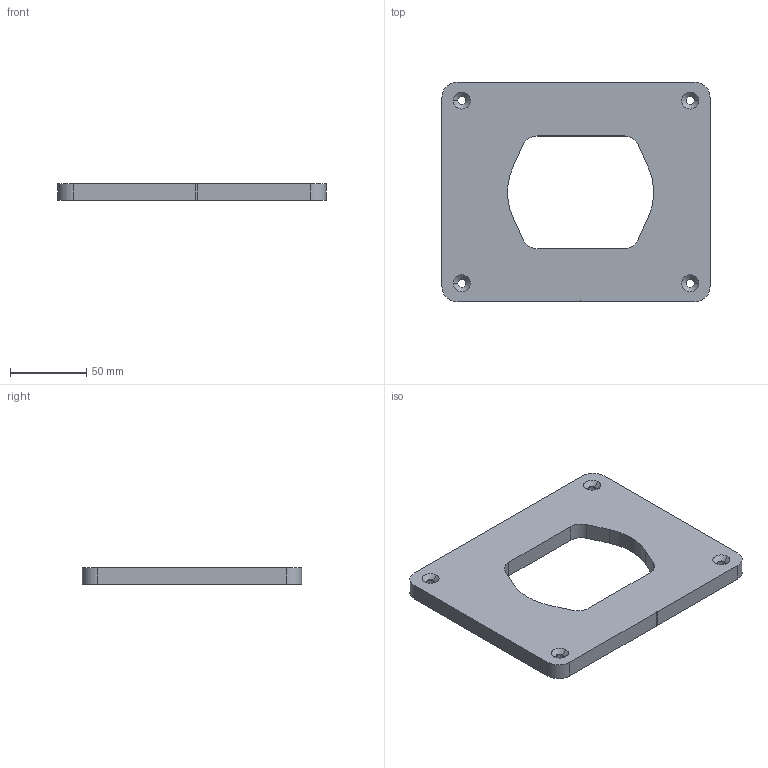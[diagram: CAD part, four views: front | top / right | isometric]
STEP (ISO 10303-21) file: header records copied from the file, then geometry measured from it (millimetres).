
FILE_DESCRIPTION (( 'STEP AP214' ), '1' );
FILE_NAME ('Cadre_Alu_Teratonics.STEP', '2021-04-07T09:45:02', ( '' ), ( '' ), 'SwSTEP 2.0', 'SolidWorks 2019', '' );
FILE_SCHEMA (( 'AUTOMOTIVE_DESIGN' ));
Length unit declared in the file: millimetre
Products named in the file (1): Cadre_Alu_Teratonics
Bounding box: 176 x 144 x 11 mm (x, y, z)
Volume: 202944.7 mm3; surface area: 50769.2 mm2
Topology: 1 solids, 1 shells, 75 faces, 189 edges, 118 vertices
Faces by surface type: cylinder 36, plane 23, cone 16
Entity records: 2305 total; most frequent: DIRECTION 421, CARTESIAN_POINT 383, ORIENTED_EDGE 378, EDGE_CURVE 189, AXIS2_PLACEMENT_3D 156, VERTEX_POINT 118, VECTOR 109, LINE 109
